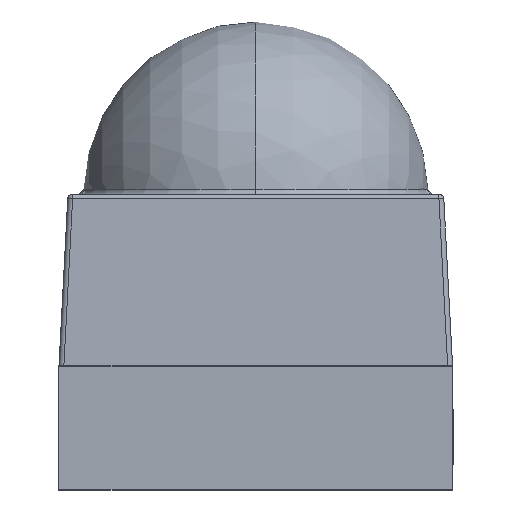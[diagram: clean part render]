
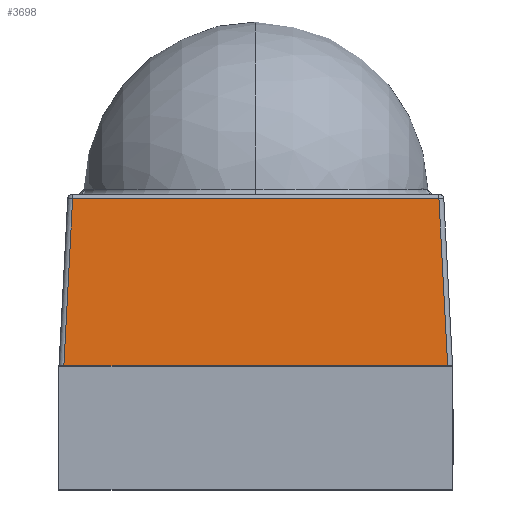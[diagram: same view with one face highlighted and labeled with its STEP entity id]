
A CAD part, left-side view. The second image highlights one B-rep face of the part: STEP entity #3698.
In plain terms, the highlighted planar face has unit normal (-0.999, 0, 0.052).
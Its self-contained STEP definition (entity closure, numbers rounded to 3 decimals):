
#781 = VERTEX_POINT ( 'NONE', #6855 ) ;
#1237 = LINE ( 'NONE', #3274, #4026 ) ;
#1995 = LINE ( 'NONE', #8282, #11333 ) ;
#2823 = EDGE_CURVE ( 'NONE', #9635, #8932, #13416, .T. ) ;
#3055 = EDGE_CURVE ( 'NONE', #9260, #781, #12877, .T. ) ;
#3274 = CARTESIAN_POINT ( 'NONE',  ( -0.6, -0.4, 0.25 ) ) ;
#3491 = VECTOR ( 'NONE', #9788, 1000. ) ;
#3698 = ADVANCED_FACE ( 'NONE', ( #9315 ), #4900, .T. ) ;
#3736 = EDGE_CURVE ( 'NONE', #8932, #9260, #1995, .T. ) ;
#4001 = CARTESIAN_POINT ( 'NONE',  ( -0.6, -0.39, 0.249 ) ) ;
#4026 = VECTOR ( 'NONE', #6436, 1000. ) ;
#4084 = DIRECTION ( 'NONE',  ( 0.052, 0., 0.999 ) ) ;
#4900 = PLANE ( 'NONE',  #9792 ) ;
#4973 = ORIENTED_EDGE ( 'NONE', *, *, #3736, .T. ) ;
#5588 = CARTESIAN_POINT ( 'NONE',  ( -0.598, 0.388, 0.291 ) ) ;
#6034 = DIRECTION ( 'NONE',  ( -0.999, 0., 0.052 ) ) ;
#6436 = DIRECTION ( 'NONE',  ( 0., -1., 0. ) ) ;
#6855 = CARTESIAN_POINT ( 'NONE',  ( -0.6, 0.39, 0.25 ) ) ;
#6925 = EDGE_LOOP ( 'NONE', ( #9927, #8687, #4973, #9684 ) ) ;
#8282 = CARTESIAN_POINT ( 'NONE',  ( -0.582, -0.4, 0.591 ) ) ;
#8687 = ORIENTED_EDGE ( 'NONE', *, *, #2823, .T. ) ;
#8932 = VERTEX_POINT ( 'NONE', #12337 ) ;
#9115 = CARTESIAN_POINT ( 'NONE',  ( -0.6, -0.4, 0.25 ) ) ;
#9260 = VERTEX_POINT ( 'NONE', #10539 ) ;
#9315 = FACE_OUTER_BOUND ( 'NONE', #6925, .T. ) ;
#9413 = VECTOR ( 'NONE', #11238, 1000. ) ;
#9635 = VERTEX_POINT ( 'NONE', #9650 ) ;
#9650 = CARTESIAN_POINT ( 'NONE',  ( -0.6, -0.39, 0.25 ) ) ;
#9684 = ORIENTED_EDGE ( 'NONE', *, *, #3055, .T. ) ;
#9788 = DIRECTION ( 'NONE',  ( -0.052, 0.052, -0.997 ) ) ;
#9792 = AXIS2_PLACEMENT_3D ( 'NONE', #9115, #6034, #4084 ) ;
#9927 = ORIENTED_EDGE ( 'NONE', *, *, #11308, .T. ) ;
#10539 = CARTESIAN_POINT ( 'NONE',  ( -0.582, 0.372, 0.591 ) ) ;
#11238 = DIRECTION ( 'NONE',  ( 0.052, 0.052, 0.997 ) ) ;
#11308 = EDGE_CURVE ( 'NONE', #781, #9635, #1237, .T. ) ;
#11333 = VECTOR ( 'NONE', #12286, 1000. ) ;
#12286 = DIRECTION ( 'NONE',  ( 0., 1., 0. ) ) ;
#12337 = CARTESIAN_POINT ( 'NONE',  ( -0.582, -0.372, 0.591 ) ) ;
#12877 = LINE ( 'NONE', #5588, #3491 ) ;
#13416 = LINE ( 'NONE', #4001, #9413 ) ;
